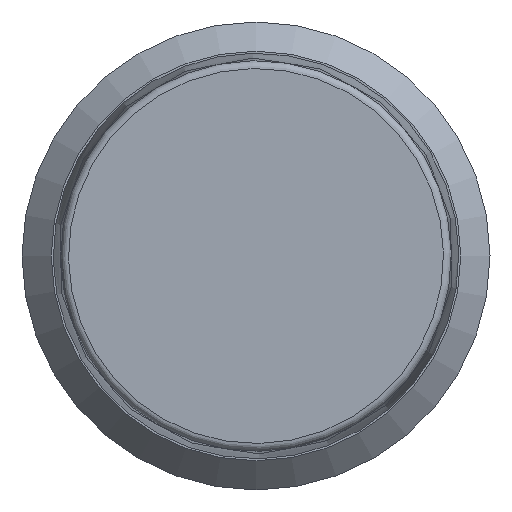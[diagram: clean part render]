
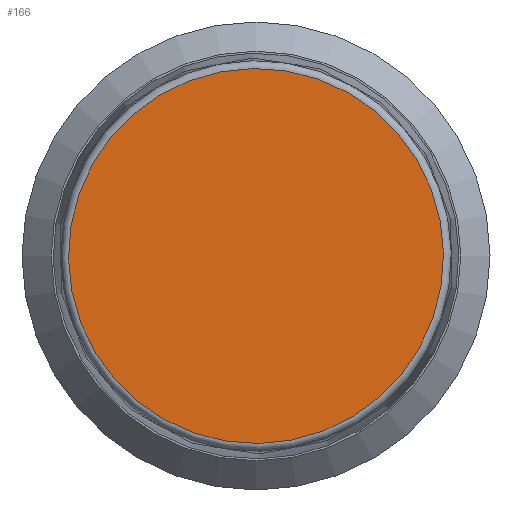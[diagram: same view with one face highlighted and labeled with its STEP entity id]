
A CAD part, left-side view. The second image highlights one B-rep face of the part: STEP entity #166.
In plain terms, the highlighted planar face has unit normal (-1, 0, 0).
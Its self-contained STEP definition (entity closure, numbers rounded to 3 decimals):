
#166 = ADVANCED_FACE( '', ( #198 ), #199, .F. );
#198 = FACE_OUTER_BOUND( '', #272, .T. );
#199 = PLANE( '', #273 );
#272 = EDGE_LOOP( '', ( #359 ) );
#273 = AXIS2_PLACEMENT_3D( '', #360, #361, #362 );
#359 = ORIENTED_EDGE( '', *, *, #503, .T. );
#360 = CARTESIAN_POINT( '', ( 0., 0., 0. ) );
#361 = DIRECTION( '', ( 1., 0., 0. ) );
#362 = DIRECTION( '', ( 0., 0., -1. ) );
#503 = EDGE_CURVE( '', #599, #599, #600, .F. );
#599 = VERTEX_POINT( '', #669 );
#600 = CIRCLE( '', #670, 4.808 );
#669 = CARTESIAN_POINT( '', ( 0., 0., -4.808 ) );
#670 = AXIS2_PLACEMENT_3D( '', #763, #764, #765 );
#763 = CARTESIAN_POINT( '', ( 0., 0., 0. ) );
#764 = DIRECTION( '', ( 1., 0., 0. ) );
#765 = DIRECTION( '', ( 0., 0., -1. ) );
